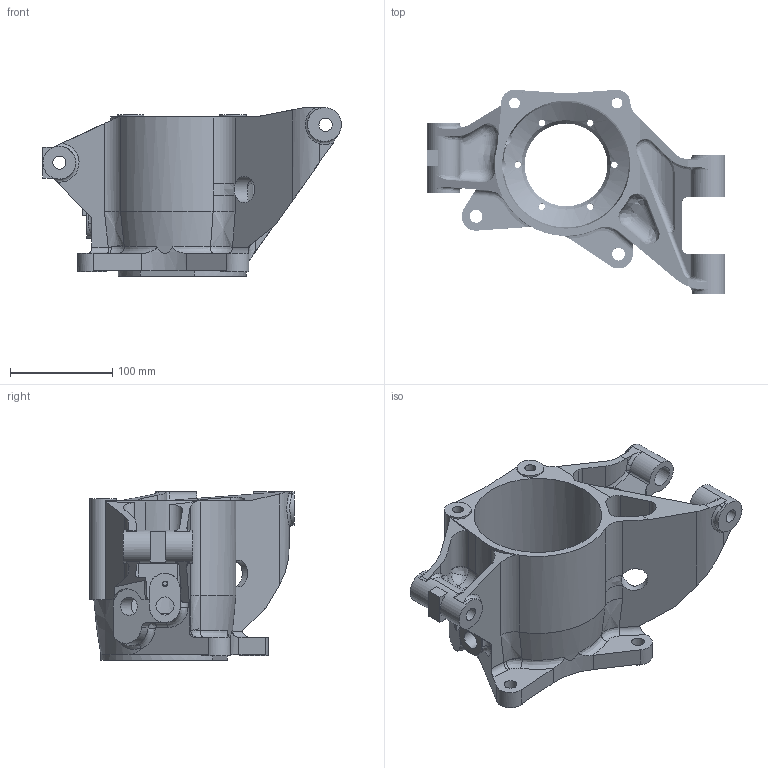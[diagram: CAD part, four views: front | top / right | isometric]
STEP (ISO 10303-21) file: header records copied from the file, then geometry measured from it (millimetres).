
FILE_DESCRIPTION(/* description */ (''),/* implementation_level */ '2;1');
FILE_NAME(/* name */ 'V8 Esprit Hubs by Novorota MIRROR_rev1.4.step',/* time_stamp */ '2022-04-12T21:16:06+03:00',/* author */ (''),/* organization */ (''),/* preprocessor_version */ 'ST-DEVELOPER v18.1',/* originating_system */ 'Autodesk Translation Framework v10.14.0.1471',/* authorisation */ '');
FILE_SCHEMA (('AUTOMOTIVE_DESIGN { 1 0 10303 214 3 1 1 }'));
Products named in the file (1): V8-hubC_rev1.3
Bounding box: 291.49 x 199.43 x 164.61 mm (x, y, z)
Volume: 1451066.3 mm3; surface area: 258690 mm2
Topology: 1 solids, 5 shells, 813 faces, 2391 edges, 1554 vertices
Faces by surface type: cylinder 532, bspline 148, plane 112, cone 10, sphere 8, torus 3
Full cylindrical faces by diameter (mm): 4.234 x8, 5.12 x2, 6.1 x171, 7.183 x150, 10.5 x2, 12.5 x2, 13 x2, 17.7 x2, 20.2 x1, 26 x3, 28 x2, 32 x1, 33 x2, 80.8 x1, 87.278 x1, 108 x1, 125 x1
Entity records: 132896 total; most frequent: CARTESIAN_POINT 114440, ORIENTED_EDGE 4760, DIRECTION 2798, EDGE_CURVE 2380, VERTEX_POINT 1554, AXIS2_PLACEMENT_3D 1027, EDGE_LOOP 860, B_SPLINE_CURVE_WITH_KNOTS 834
